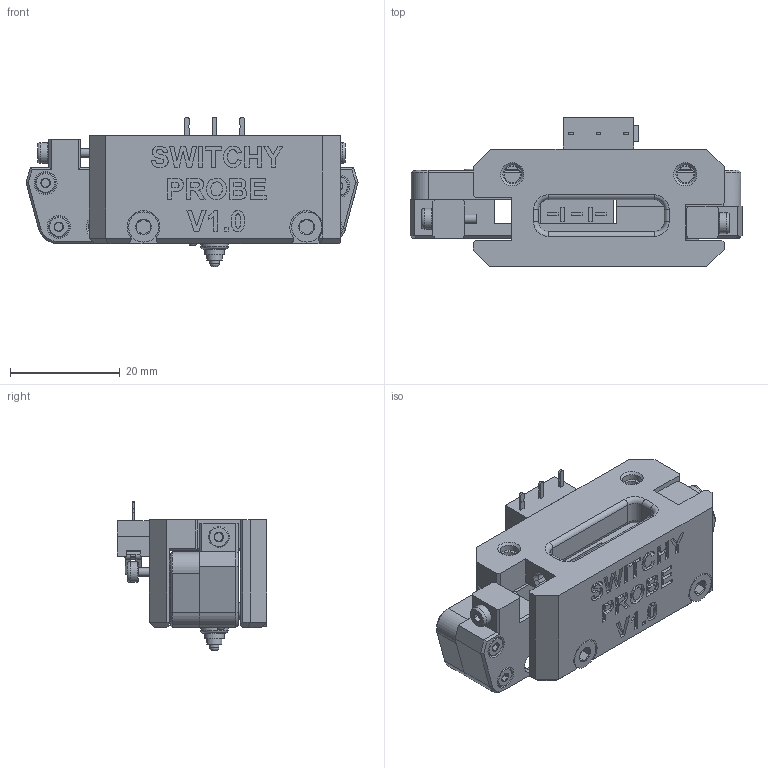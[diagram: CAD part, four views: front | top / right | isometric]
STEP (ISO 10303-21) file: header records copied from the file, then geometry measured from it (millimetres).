
FILE_DESCRIPTION(/* description */ (''),/* implementation_level */ '2;1');
FILE_NAME(/* name */ 'Switchy.step',/* time_stamp */ '2025-06-30T23:29:46-07:00',/* author */ (''),/* organization */ (''),/* preprocessor_version */ 'ST-DEVELOPER v20.1',/* originating_system */ 'Autodesk Translation Framework v14.10.0.0',/* authorisation */ '');
FILE_SCHEMA (('AUTOMOTIVE_DESIGN { 1 0 10303 214 3 1 1 }'));
Products named in the file (20): Microswitch Filament Sensor Mockup; M3_SHCS_Horizontal_Cutter; Switchy Probe; Omron D2HW-C201H v2; Outer Casing_V2; Hardware (1); M3x16 SCHS; D2F-L Microswitch (1); Switch Body (1); Lever (1); Contacts (1); Plunger (1); (Unsaved); M3_Hexnut; Outer Casing_V2 (1); Inner Slide; Inner Slide (1); Hardware; M2x8 SHCS; M2x8 SHCS_1
Assembly tree (23 placements, depth 6):
  Microswitch Filament Sensor Mockup
    M3_SHCS_Horizontal_Cutter
    Switchy Probe
      Omron D2HW-C201H v2
      Outer Casing_V2
        Hardware (1)
          M3x16 SCHS
          D2F-L Microswitch (1)
            Switch Body (1)
            Lever (1)
            Contacts (1)
            Plunger (1)
          (Unsaved)  x2
            M3_Hexnut
        Outer Casing_V2 (1)
      Inner Slide
        Inner Slide (1)
      Hardware
        M2x8 SHCS  x4
      M2x8 SHCS_1
Bounding box: 60.62 x 27.25 x 27.25 mm (x, y, z)
Volume: 16841 mm3; surface area: 15214.1 mm2
Topology: 26 solids, 26 shells, 1549 faces, 3842 edges, 2411 vertices
Faces by surface type: plane 829, cylinder 273, cone 232, bspline 194, torus 21
Full cylindrical faces by diameter (mm): 1.4 x2, 1.6 x3, 1.7 x1, 1.723 x15, 1.8 x7, 2 x5, 2.174 x18, 2.4 x5, 2.8 x1, 3 x6, 3.4 x4, 3.41 x1, 3.6 x1, 3.8 x7, 4.2 x4, 5 x1, 5.5 x2, 5.54 x4
Entity records: 50432 total; most frequent: CARTESIAN_POINT 16182, ORIENTED_EDGE 7342, DIRECTION 6262, EDGE_CURVE 3671, VERTEX_POINT 2316, LINE 2294, VECTOR 2294, AXIS2_PLACEMENT_3D 1984
